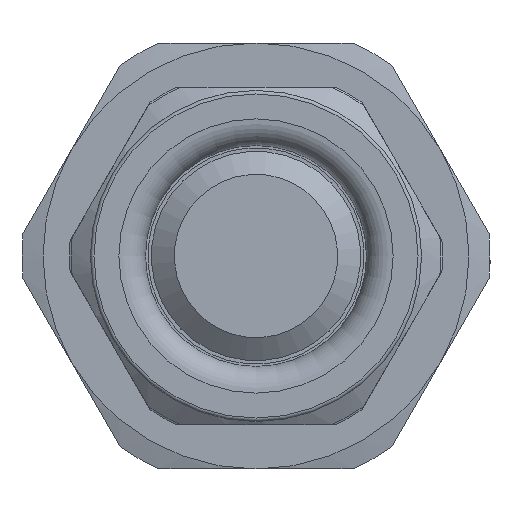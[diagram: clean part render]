
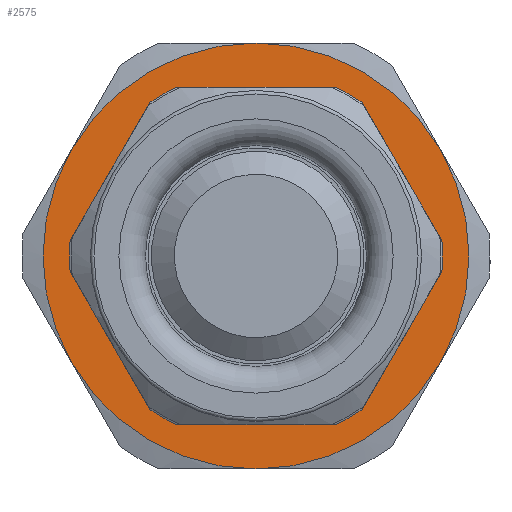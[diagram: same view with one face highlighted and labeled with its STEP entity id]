
A CAD part, left-side view. The second image highlights one B-rep face of the part: STEP entity #2575.
In plain terms, the highlighted planar face has unit normal (-1, 0, 0).
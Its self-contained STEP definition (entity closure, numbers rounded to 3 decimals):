
#332=PLANE('',#2900);
#392=FACE_BOUND('',#776,.T.);
#571=FACE_OUTER_BOUND('',#775,.T.);
#775=EDGE_LOOP('',(#1981,#1982,#1983,#1984,#1985,#1986));
#776=EDGE_LOOP('',(#1987));
#1050=CIRCLE('',#2844,7.659);
#1071=CIRCLE('',#2885,12.);
#1072=CIRCLE('',#2887,12.);
#1073=CIRCLE('',#2889,12.);
#1074=CIRCLE('',#2891,12.);
#1075=CIRCLE('',#2893,12.);
#1078=CIRCLE('',#2899,12.);
#1246=VERTEX_POINT('',#4199);
#1259=VERTEX_POINT('',#6572);
#1265=VERTEX_POINT('',#6593);
#1271=VERTEX_POINT('',#6614);
#1277=VERTEX_POINT('',#6635);
#1283=VERTEX_POINT('',#6656);
#1289=VERTEX_POINT('',#6677);
#1493=EDGE_CURVE('',#1246,#1246,#1050,.T.);
#1562=EDGE_CURVE('',#1289,#1271,#1071,.T.);
#1563=EDGE_CURVE('',#1271,#1277,#1072,.T.);
#1564=EDGE_CURVE('',#1277,#1265,#1073,.T.);
#1565=EDGE_CURVE('',#1265,#1283,#1074,.T.);
#1566=EDGE_CURVE('',#1283,#1259,#1075,.T.);
#1569=EDGE_CURVE('',#1259,#1289,#1078,.T.);
#1981=ORIENTED_EDGE('',*,*,#1566,.F.);
#1982=ORIENTED_EDGE('',*,*,#1565,.F.);
#1983=ORIENTED_EDGE('',*,*,#1564,.F.);
#1984=ORIENTED_EDGE('',*,*,#1563,.F.);
#1985=ORIENTED_EDGE('',*,*,#1562,.F.);
#1986=ORIENTED_EDGE('',*,*,#1569,.F.);
#1987=ORIENTED_EDGE('',*,*,#1493,.T.);
#2575=ADVANCED_FACE('',(#571,#392),#332,.T.);
#2844=AXIS2_PLACEMENT_3D('',#4200,#3254,#3255);
#2885=AXIS2_PLACEMENT_3D('',#6715,#3348,#3349);
#2887=AXIS2_PLACEMENT_3D('',#6717,#3352,#3353);
#2889=AXIS2_PLACEMENT_3D('',#6719,#3356,#3357);
#2891=AXIS2_PLACEMENT_3D('',#6721,#3360,#3361);
#2893=AXIS2_PLACEMENT_3D('',#6723,#3364,#3365);
#2899=AXIS2_PLACEMENT_3D('',#6729,#3376,#3377);
#2900=AXIS2_PLACEMENT_3D('',#6730,#3378,#3379);
#3254=DIRECTION('center_axis',(1.,0.,0.));
#3255=DIRECTION('ref_axis',(0.,0.,-1.));
#3348=DIRECTION('center_axis',(1.,0.,0.));
#3349=DIRECTION('ref_axis',(0.,-1.,0.));
#3352=DIRECTION('center_axis',(1.,0.,0.));
#3353=DIRECTION('ref_axis',(0.,-1.,0.));
#3356=DIRECTION('center_axis',(1.,0.,0.));
#3357=DIRECTION('ref_axis',(0.,-1.,0.));
#3360=DIRECTION('center_axis',(1.,0.,0.));
#3361=DIRECTION('ref_axis',(0.,-1.,0.));
#3364=DIRECTION('center_axis',(1.,0.,0.));
#3365=DIRECTION('ref_axis',(0.,-1.,0.));
#3376=DIRECTION('center_axis',(1.,0.,0.));
#3377=DIRECTION('ref_axis',(0.,-1.,0.));
#3378=DIRECTION('center_axis',(-1.,0.,0.));
#3379=DIRECTION('ref_axis',(0.,0.,1.));
#4199=CARTESIAN_POINT('',(-19.35,7.659,0.));
#4200=CARTESIAN_POINT('Origin',(-19.35,0.,0.));
#6572=CARTESIAN_POINT('',(-19.35,10.392,6.));
#6593=CARTESIAN_POINT('',(-19.35,0.,-12.));
#6614=CARTESIAN_POINT('',(-19.35,-10.392,6.));
#6635=CARTESIAN_POINT('',(-19.35,-10.392,-6.));
#6656=CARTESIAN_POINT('',(-19.35,10.392,-6.));
#6677=CARTESIAN_POINT('',(-19.35,0.,12.));
#6715=CARTESIAN_POINT('Origin',(-19.35,0.,0.));
#6717=CARTESIAN_POINT('Origin',(-19.35,0.,0.));
#6719=CARTESIAN_POINT('Origin',(-19.35,0.,0.));
#6721=CARTESIAN_POINT('Origin',(-19.35,0.,0.));
#6723=CARTESIAN_POINT('Origin',(-19.35,0.,0.));
#6729=CARTESIAN_POINT('Origin',(-19.35,0.,0.));
#6730=CARTESIAN_POINT('Origin',(-19.35,13.19,0.));
